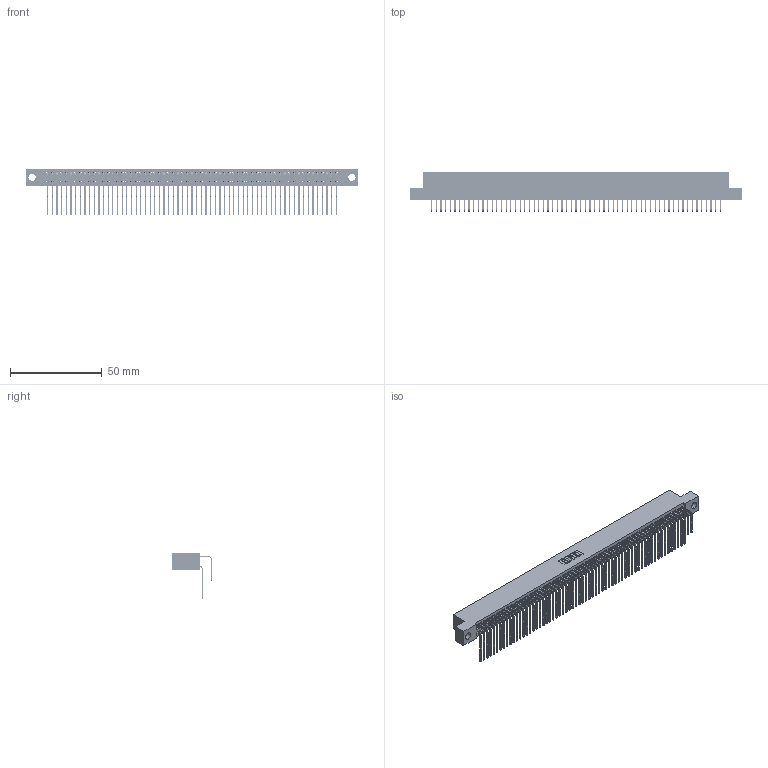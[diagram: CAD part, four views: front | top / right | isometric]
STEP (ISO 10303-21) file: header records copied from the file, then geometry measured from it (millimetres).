
FILE_DESCRIPTION (( 'STEP AP203' ), '1' );
FILE_NAME ('395-126-558-204.STEP', '2021-06-17T23:08:40', ( '' ), ( '' ), 'SwSTEP 2.0', 'SolidWorks 2020', '' );
FILE_SCHEMA (( 'CONFIG_CONTROL_DESIGN' ));
Length unit declared in the file: inch
Products named in the file (4): 345-292-001_558 Tail - 2; 345-292-001_558 559 Tail - 1; 395-126-558-204; 345 Part_Flush Mounting Lugs - 0.156 Dia-TI
Assembly tree (127 placements, depth 2):
  395-126-558-204
    345 Part_Flush Mounting Lugs - 0.156 Dia-TI
    345-292-001_558 559 Tail - 1  x63
    345-292-001_558 Tail - 2  x63
Bounding box: 181.23 x 21.83 x 25.53 mm (x, y, z)
Volume: 18420.6 mm3; surface area: 30905 mm2
Topology: 127 solids, 127 shells, 6692 faces, 19907 edges, 13102 vertices
Faces by surface type: plane 4504, cylinder 2188
Entity records: 48675 total; most frequent: CARTESIAN_POINT 8189, ORIENTED_EDGE 8070, DIRECTION 7167, EDGE_CURVE 4035, VECTOR 3611, LINE 3611, VERTEX_POINT 2686, AXIS2_PLACEMENT_3D 1778
